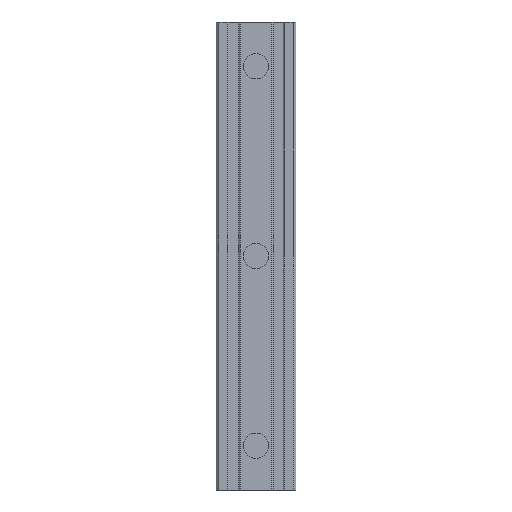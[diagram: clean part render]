
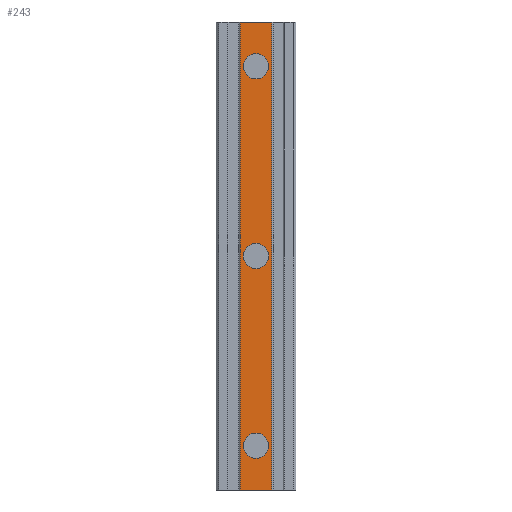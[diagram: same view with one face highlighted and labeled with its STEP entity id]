
A CAD part, front view. The second image highlights one B-rep face of the part: STEP entity #243.
In plain terms, the highlighted planar face has unit normal (0, -1, 0).
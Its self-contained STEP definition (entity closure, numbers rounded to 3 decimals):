
#57 = VERTEX_POINT ( 'NONE', #660 ) ;
#171 = VERTEX_POINT ( 'NONE', #983 ) ;
#173 = EDGE_CURVE ( 'NONE', #171, #174, #982, .T. ) ;
#174 = VERTEX_POINT ( 'NONE', #977 ) ;
#214 = VERTEX_POINT ( 'NONE', #870 ) ;
#225 = EDGE_CURVE ( 'NONE', #57, #226, #848, .T. ) ;
#226 = VERTEX_POINT ( 'NONE', #843 ) ;
#243 = ADVANCED_FACE ( 'NONE', ( #1157, #1156, #1155, #1154 ), #1153, .F. ) ;
#244 = EDGE_LOOP ( 'NONE', ( #245, #246 ) ) ;
#245 = ORIENTED_EDGE ( 'NONE', *, *, #573, .F. ) ;
#246 = ORIENTED_EDGE ( 'NONE', *, *, #173, .F. ) ;
#247 = EDGE_LOOP ( 'NONE', ( #248, #249 ) ) ;
#248 = ORIENTED_EDGE ( 'NONE', *, *, #566, .F. ) ;
#249 = ORIENTED_EDGE ( 'NONE', *, *, #225, .F. ) ;
#250 = EDGE_LOOP ( 'NONE', ( #251, #252 ) ) ;
#251 = ORIENTED_EDGE ( 'NONE', *, *, #630, .F. ) ;
#252 = ORIENTED_EDGE ( 'NONE', *, *, #342, .F. ) ;
#253 = EDGE_LOOP ( 'NONE', ( #268, #270, #374, #376 ) ) ;
#268 = ORIENTED_EDGE ( 'NONE', *, *, #269, .F. ) ;
#269 = EDGE_CURVE ( 'NONE', #518, #441, #1132, .T. ) ;
#270 = ORIENTED_EDGE ( 'NONE', *, *, #517, .F. ) ;
#342 = EDGE_CURVE ( 'NONE', #214, #343, #1214, .T. ) ;
#343 = VERTEX_POINT ( 'NONE', #1209 ) ;
#374 = ORIENTED_EDGE ( 'NONE', *, *, #375, .T. ) ;
#375 = EDGE_CURVE ( 'NONE', #475, #442, #1051, .T. ) ;
#376 = ORIENTED_EDGE ( 'NONE', *, *, #440, .F. ) ;
#440 = EDGE_CURVE ( 'NONE', #441, #442, #1351, .T. ) ;
#441 = VERTEX_POINT ( 'NONE', #1347 ) ;
#442 = VERTEX_POINT ( 'NONE', #1346 ) ;
#475 = VERTEX_POINT ( 'NONE', #1513 ) ;
#517 = EDGE_CURVE ( 'NONE', #475, #518, #1401, .T. ) ;
#518 = VERTEX_POINT ( 'NONE', #1397 ) ;
#566 = EDGE_CURVE ( 'NONE', #226, #57, #1333, .T. ) ;
#573 = EDGE_CURVE ( 'NONE', #174, #171, #1326, .T. ) ;
#630 = EDGE_CURVE ( 'NONE', #343, #214, #1432, .T. ) ;
#660 = CARTESIAN_POINT ( 'NONE',  ( 0., -53., 10. ) ) ;
#843 = CARTESIAN_POINT ( 'NONE',  ( 0., -53., -10. ) ) ;
#844 = DIRECTION ( 'NONE',  ( 0., 0., -1. ) ) ;
#845 = DIRECTION ( 'NONE',  ( 0., -1., 0. ) ) ;
#846 = CARTESIAN_POINT ( 'NONE',  ( 0., -53., 0. ) ) ;
#847 = AXIS2_PLACEMENT_3D ( 'NONE', #846, #845, #844 ) ;
#848 = CIRCLE ( 'NONE', #847, 10. ) ;
#870 = CARTESIAN_POINT ( 'NONE',  ( 0., -53., -140. ) ) ;
#977 = CARTESIAN_POINT ( 'NONE',  ( 0., -53., 140. ) ) ;
#978 = DIRECTION ( 'NONE',  ( 0., 0., -1. ) ) ;
#979 = DIRECTION ( 'NONE',  ( 0., -1., 0. ) ) ;
#980 = CARTESIAN_POINT ( 'NONE',  ( 0., -53., 150. ) ) ;
#981 = AXIS2_PLACEMENT_3D ( 'NONE', #980, #979, #978 ) ;
#982 = CIRCLE ( 'NONE', #981, 10. ) ;
#983 = CARTESIAN_POINT ( 'NONE',  ( 0., -53., 160. ) ) ;
#1043 = DIRECTION ( 'NONE',  ( 1., 0., 0. ) ) ;
#1044 = VECTOR ( 'NONE', #1043, 1000. ) ;
#1045 = CARTESIAN_POINT ( 'NONE',  ( 0., -53., -185. ) ) ;
#1051 = LINE ( 'NONE', #1045, #1044 ) ;
#1132 = LINE ( 'NONE', #1276, #1275 ) ;
#1149 = DIRECTION ( 'NONE',  ( 0., 0., 1. ) ) ;
#1150 = DIRECTION ( 'NONE',  ( 0., 1., 0. ) ) ;
#1151 = CARTESIAN_POINT ( 'NONE',  ( 0., -53., 0. ) ) ;
#1152 = AXIS2_PLACEMENT_3D ( 'NONE', #1151, #1150, #1149 ) ;
#1153 = PLANE ( 'NONE',  #1152 ) ;
#1154 = FACE_OUTER_BOUND ( 'NONE', #253, .T. ) ;
#1155 = FACE_BOUND ( 'NONE', #250, .T. ) ;
#1156 = FACE_BOUND ( 'NONE', #247, .T. ) ;
#1157 = FACE_BOUND ( 'NONE', #244, .T. ) ;
#1209 = CARTESIAN_POINT ( 'NONE',  ( 0., -53., -160. ) ) ;
#1210 = DIRECTION ( 'NONE',  ( 0., 0., -1. ) ) ;
#1211 = DIRECTION ( 'NONE',  ( 0., -1., 0. ) ) ;
#1212 = CARTESIAN_POINT ( 'NONE',  ( 0., -53., -150. ) ) ;
#1213 = AXIS2_PLACEMENT_3D ( 'NONE', #1212, #1211, #1210 ) ;
#1214 = CIRCLE ( 'NONE', #1213, 10. ) ;
#1274 = DIRECTION ( 'NONE',  ( 1., 0., 0. ) ) ;
#1275 = VECTOR ( 'NONE', #1274, 1000. ) ;
#1276 = CARTESIAN_POINT ( 'NONE',  ( 0., -53., 185. ) ) ;
#1318 = DIRECTION ( 'NONE',  ( 0., 0., -1. ) ) ;
#1319 = DIRECTION ( 'NONE',  ( 0., -1., 0. ) ) ;
#1320 = CARTESIAN_POINT ( 'NONE',  ( 0., -53., 150. ) ) ;
#1321 = AXIS2_PLACEMENT_3D ( 'NONE', #1320, #1319, #1318 ) ;
#1326 = CIRCLE ( 'NONE', #1321, 10. ) ;
#1329 = DIRECTION ( 'NONE',  ( 0., 0., -1. ) ) ;
#1330 = DIRECTION ( 'NONE',  ( 0., -1., 0. ) ) ;
#1331 = CARTESIAN_POINT ( 'NONE',  ( 0., -53., 0. ) ) ;
#1332 = AXIS2_PLACEMENT_3D ( 'NONE', #1331, #1330, #1329 ) ;
#1333 = CIRCLE ( 'NONE', #1332, 10. ) ;
#1346 = CARTESIAN_POINT ( 'NONE',  ( 12.5, -53., -185. ) ) ;
#1347 = CARTESIAN_POINT ( 'NONE',  ( 12.5, -53., 185. ) ) ;
#1348 = DIRECTION ( 'NONE',  ( 0., 0., -1. ) ) ;
#1349 = VECTOR ( 'NONE', #1348, 1000. ) ;
#1350 = CARTESIAN_POINT ( 'NONE',  ( 12.5, -53., 0. ) ) ;
#1351 = LINE ( 'NONE', #1350, #1349 ) ;
#1397 = CARTESIAN_POINT ( 'NONE',  ( -12.5, -53., 185. ) ) ;
#1398 = DIRECTION ( 'NONE',  ( 0., 0., 1. ) ) ;
#1399 = VECTOR ( 'NONE', #1398, 1000. ) ;
#1400 = CARTESIAN_POINT ( 'NONE',  ( -12.5, -53., 0. ) ) ;
#1401 = LINE ( 'NONE', #1400, #1399 ) ;
#1428 = DIRECTION ( 'NONE',  ( 0., 0., -1. ) ) ;
#1429 = DIRECTION ( 'NONE',  ( 0., -1., 0. ) ) ;
#1430 = CARTESIAN_POINT ( 'NONE',  ( 0., -53., -150. ) ) ;
#1431 = AXIS2_PLACEMENT_3D ( 'NONE', #1430, #1429, #1428 ) ;
#1432 = CIRCLE ( 'NONE', #1431, 10. ) ;
#1513 = CARTESIAN_POINT ( 'NONE',  ( -12.5, -53., -185. ) ) ;
